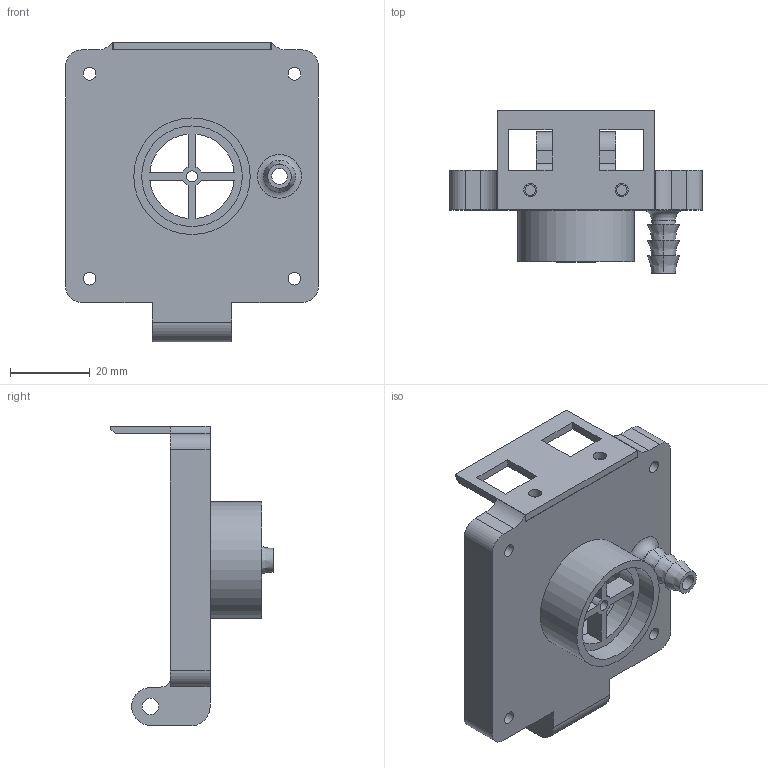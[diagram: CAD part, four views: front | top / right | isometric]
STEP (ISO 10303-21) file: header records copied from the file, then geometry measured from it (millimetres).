
FILE_DESCRIPTION(/* description */ (''),/* implementation_level */ '2;1');
FILE_NAME(/* name */ 'check valve v2 v1.step',/* time_stamp */ '2020-04-08T13:13:19-04:00',/* author */ (''),/* organization */ (''),/* preprocessor_version */ 'ST-DEVELOPER v18',/* originating_system */ 'Autodesk Translation Framework v8.12.0.6',/* authorisation */ '');
FILE_SCHEMA (('AUTOMOTIVE_DESIGN { 1 0 10303 214 3 1 1 }'));
Length unit declared in the file: millimetre
Products named in the file (2): check valve v2; Part192
Assembly tree (1 placements, depth 2):
  check valve v2
    Part192
Bounding box: 63.5 x 40.9 x 75.42 mm (x, y, z)
Volume: 36376.2 mm3; surface area: 18229.4 mm2
Topology: 2 solids, 2 shells, 132 faces, 334 edges, 215 vertices
Faces by surface type: plane 71, cylinder 48, bspline 8, torus 3, cone 2
Full cylindrical faces by diameter (mm): 2.65 x2, 2.779 x1, 3.2 x4, 3.3 x2, 4 x1, 4.2 x1, 6 x1, 6.5 x4, 25.3 x2, 29.3 x1
Entity records: 4509 total; most frequent: CARTESIAN_POINT 1156, DIRECTION 698, ORIENTED_EDGE 664, EDGE_CURVE 332, AXIS2_PLACEMENT_3D 251, VERTEX_POINT 215, LINE 196, VECTOR 196
